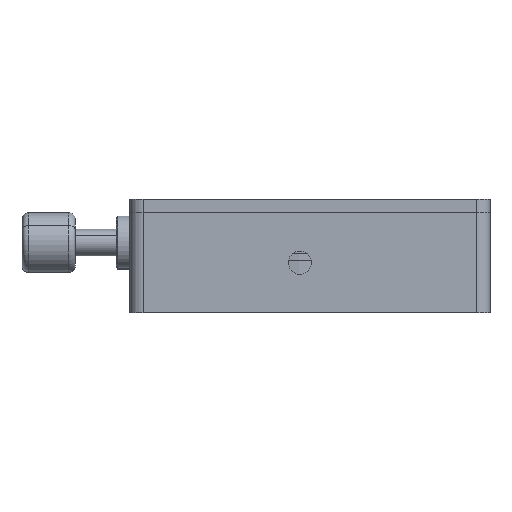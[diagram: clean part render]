
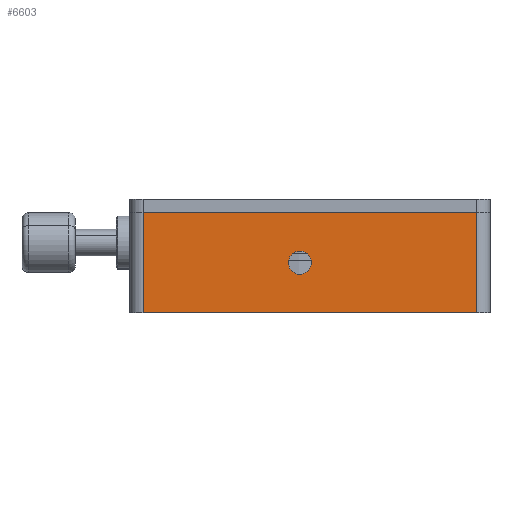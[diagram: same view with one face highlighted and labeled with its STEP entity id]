
A CAD part, left-side view. The second image highlights one B-rep face of the part: STEP entity #6603.
In plain terms, the highlighted planar face has unit normal (-1, 0, 0).
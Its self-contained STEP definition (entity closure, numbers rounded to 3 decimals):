
#217 = VECTOR ( 'NONE', #1269, 1000. ) ;
#314 = DIRECTION ( 'NONE',  ( 0., -1., 0. ) ) ;
#451 = CARTESIAN_POINT ( 'NONE',  ( -27., 25., -7.5 ) ) ;
#552 = AXIS2_PLACEMENT_3D ( 'NONE', #4596, #1016, #5190 ) ;
#618 = ORIENTED_EDGE ( 'NONE', *, *, #1125, .F. ) ;
#706 = ORIENTED_EDGE ( 'NONE', *, *, #3189, .T. ) ;
#748 = LINE ( 'NONE', #4786, #2333 ) ;
#1016 = DIRECTION ( 'NONE',  ( 1., 0., 0. ) ) ;
#1026 = CARTESIAN_POINT ( 'NONE',  ( -27., -25., -7.5 ) ) ;
#1125 = EDGE_CURVE ( 'NONE', #1619, #3963, #7115, .T. ) ;
#1170 = EDGE_CURVE ( 'NONE', #7425, #4612, #2283, .T. ) ;
#1245 = CARTESIAN_POINT ( 'NONE',  ( -27., -27., -7.5 ) ) ;
#1269 = DIRECTION ( 'NONE',  ( 0., -1., 0. ) ) ;
#1619 = VERTEX_POINT ( 'NONE', #2535 ) ;
#2283 = LINE ( 'NONE', #3905, #6855 ) ;
#2333 = VECTOR ( 'NONE', #7100, 1000. ) ;
#2535 = CARTESIAN_POINT ( 'NONE',  ( -27., 1.5, 1.727 ) ) ;
#2613 = DIRECTION ( 'NONE',  ( -1., 0., 0. ) ) ;
#2631 = EDGE_CURVE ( 'NONE', #3963, #1619, #3507, .T. ) ;
#2701 = VERTEX_POINT ( 'NONE', #451 ) ;
#3189 = EDGE_CURVE ( 'NONE', #7425, #2701, #6916, .T. ) ;
#3290 = CARTESIAN_POINT ( 'NONE',  ( -27., -25., 7.5 ) ) ;
#3387 = DIRECTION ( 'NONE',  ( -1., 0., 0. ) ) ;
#3483 = EDGE_LOOP ( 'NONE', ( #618, #6611 ) ) ;
#3507 = CIRCLE ( 'NONE', #5181, 1.727 ) ;
#3632 = EDGE_CURVE ( 'NONE', #3965, #4612, #748, .T. ) ;
#3905 = CARTESIAN_POINT ( 'NONE',  ( -27., -27., 7.5 ) ) ;
#3963 = VERTEX_POINT ( 'NONE', #7533 ) ;
#3965 = VERTEX_POINT ( 'NONE', #1026 ) ;
#4361 = FACE_BOUND ( 'NONE', #3483, .T. ) ;
#4542 = CARTESIAN_POINT ( 'NONE',  ( -27., 25., 7.5 ) ) ;
#4550 = FACE_OUTER_BOUND ( 'NONE', #5855, .T. ) ;
#4596 = CARTESIAN_POINT ( 'NONE',  ( -27., -27., 7.5 ) ) ;
#4612 = VERTEX_POINT ( 'NONE', #3290 ) ;
#4786 = CARTESIAN_POINT ( 'NONE',  ( -27., -25., 7.5 ) ) ;
#4981 = LINE ( 'NONE', #1245, #217 ) ;
#5009 = ORIENTED_EDGE ( 'NONE', *, *, #5643, .T. ) ;
#5181 = AXIS2_PLACEMENT_3D ( 'NONE', #6940, #3387, #7522 ) ;
#5190 = DIRECTION ( 'NONE',  ( 0., 0., -1. ) ) ;
#5334 = VECTOR ( 'NONE', #6631, 1000. ) ;
#5434 = CARTESIAN_POINT ( 'NONE',  ( -27., 25., 7.5 ) ) ;
#5643 = EDGE_CURVE ( 'NONE', #2701, #3965, #4981, .T. ) ;
#5855 = EDGE_LOOP ( 'NONE', ( #7592, #706, #5009, #6601 ) ) ;
#6179 = CARTESIAN_POINT ( 'NONE',  ( -27., 1.5, 0. ) ) ;
#6343 = PLANE ( 'NONE',  #552 ) ;
#6601 = ORIENTED_EDGE ( 'NONE', *, *, #3632, .T. ) ;
#6603 = ADVANCED_FACE ( 'NONE', ( #4361, #4550 ), #6343, .F. ) ;
#6611 = ORIENTED_EDGE ( 'NONE', *, *, #2631, .F. ) ;
#6631 = DIRECTION ( 'NONE',  ( 0., 0., -1. ) ) ;
#6777 = DIRECTION ( 'NONE',  ( 0., 0., 1. ) ) ;
#6855 = VECTOR ( 'NONE', #314, 1000. ) ;
#6916 = LINE ( 'NONE', #5434, #5334 ) ;
#6940 = CARTESIAN_POINT ( 'NONE',  ( -27., 1.5, 0. ) ) ;
#7100 = DIRECTION ( 'NONE',  ( 0., 0., 1. ) ) ;
#7115 = CIRCLE ( 'NONE', #7423, 1.727 ) ;
#7423 = AXIS2_PLACEMENT_3D ( 'NONE', #6179, #2613, #6777 ) ;
#7425 = VERTEX_POINT ( 'NONE', #4542 ) ;
#7522 = DIRECTION ( 'NONE',  ( 0., 0., 1. ) ) ;
#7533 = CARTESIAN_POINT ( 'NONE',  ( -27., 1.5, -1.727 ) ) ;
#7592 = ORIENTED_EDGE ( 'NONE', *, *, #1170, .F. ) ;
